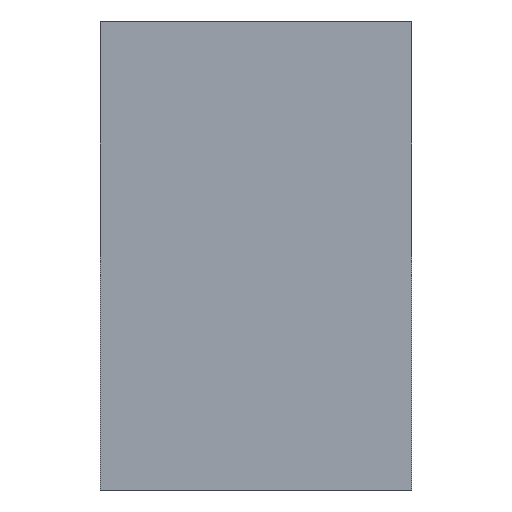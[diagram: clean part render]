
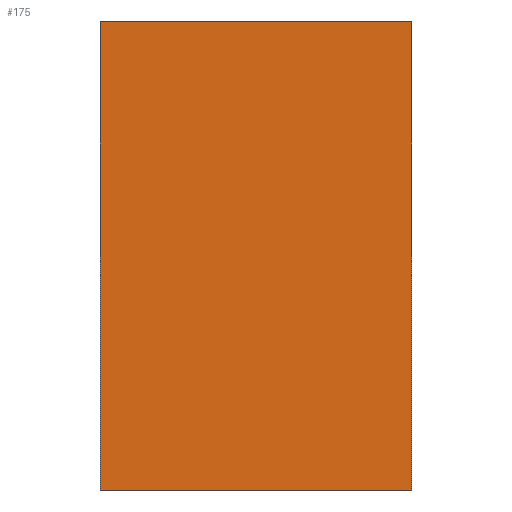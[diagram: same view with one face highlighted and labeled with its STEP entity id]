
A CAD part, left-side view. The second image highlights one B-rep face of the part: STEP entity #175.
In plain terms, the highlighted planar face has unit normal (-1, 0, 0).
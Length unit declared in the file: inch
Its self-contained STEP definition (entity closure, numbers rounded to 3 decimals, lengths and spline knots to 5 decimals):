
#24=FACE_OUTER_BOUND('',#34,.T.);
#34=EDGE_LOOP('',(#120,#121,#122,#123));
#44=LINE('',#271,#62);
#45=LINE('',#273,#63);
#46=LINE('',#275,#64);
#47=LINE('',#276,#65);
#62=VECTOR('',#219,0.3937);
#63=VECTOR('',#220,0.3937);
#64=VECTOR('',#221,0.3937);
#65=VECTOR('',#222,0.3937);
#80=VERTEX_POINT('',#269);
#81=VERTEX_POINT('',#270);
#82=VERTEX_POINT('',#272);
#83=VERTEX_POINT('',#274);
#96=EDGE_CURVE('',#80,#81,#44,.T.);
#97=EDGE_CURVE('',#81,#82,#45,.T.);
#98=EDGE_CURVE('',#82,#83,#46,.T.);
#99=EDGE_CURVE('',#83,#80,#47,.T.);
#120=ORIENTED_EDGE('',*,*,#96,.T.);
#121=ORIENTED_EDGE('',*,*,#97,.T.);
#122=ORIENTED_EDGE('',*,*,#98,.T.);
#123=ORIENTED_EDGE('',*,*,#99,.T.);
#168=PLANE('',#199);
#175=ADVANCED_FACE('',(#24),#168,.T.);
#199=AXIS2_PLACEMENT_3D('',#268,#217,#218);
#217=DIRECTION('center_axis',(-1.,0.,0.));
#218=DIRECTION('ref_axis',(0.,0.,1.));
#219=DIRECTION('',(0.,-1.,0.));
#220=DIRECTION('',(0.,0.,1.));
#221=DIRECTION('',(0.,1.,0.));
#222=DIRECTION('',(0.,0.,-1.));
#268=CARTESIAN_POINT('Origin',(1.1937,1.1811,0.));
#269=CARTESIAN_POINT('',(1.1937,1.1811,0.));
#270=CARTESIAN_POINT('',(1.1937,0.1811,0.));
#271=CARTESIAN_POINT('',(1.1937,0.9311,0.));
#272=CARTESIAN_POINT('',(1.1937,0.1811,1.5));
#273=CARTESIAN_POINT('',(1.1937,0.1811,0.));
#274=CARTESIAN_POINT('',(1.1937,1.1811,1.5));
#275=CARTESIAN_POINT('',(1.1937,0.9311,1.5));
#276=CARTESIAN_POINT('',(1.1937,1.1811,0.));
